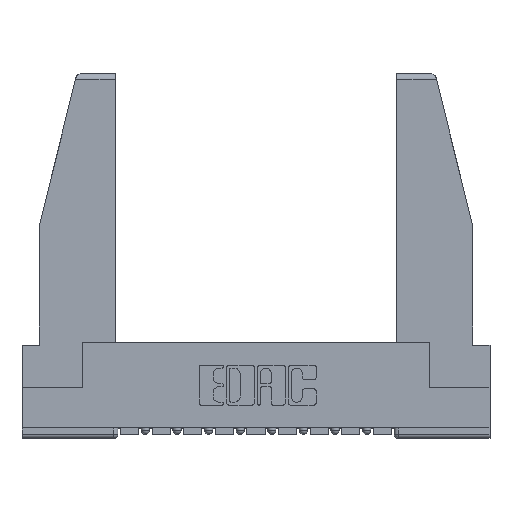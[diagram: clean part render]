
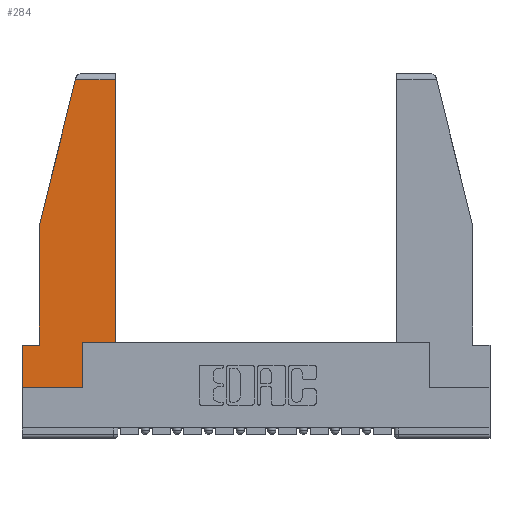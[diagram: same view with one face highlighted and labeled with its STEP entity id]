
A CAD part, top view. The second image highlights one B-rep face of the part: STEP entity #284.
In plain terms, the highlighted planar face has unit normal (0, 0, 1).
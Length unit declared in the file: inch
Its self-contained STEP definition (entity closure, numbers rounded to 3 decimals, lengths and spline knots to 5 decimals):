
#284 = ADVANCED_FACE ( 'NONE', ( #6101 ), #690, .T. ) ;
#479 = CARTESIAN_POINT ( 'NONE',  ( 0.297, 0.223, 0. ) ) ;
#567 = VECTOR ( 'NONE', #9516, 39.37008 ) ;
#690 = PLANE ( 'NONE',  #13564 ) ;
#726 = ORIENTED_EDGE ( 'NONE', *, *, #6650, .T. ) ;
#738 = DIRECTION ( 'NONE',  ( 0., -1., 0. ) ) ;
#946 = LINE ( 'NONE', #11965, #567 ) ;
#1057 = LINE ( 'NONE', #8547, #11319 ) ;
#1777 = DIRECTION ( 'NONE',  ( 0., -1., 0. ) ) ;
#1939 = DIRECTION ( 'NONE',  ( 1., 0., 0. ) ) ;
#2234 = VERTEX_POINT ( 'NONE', #14904 ) ;
#2416 = DIRECTION ( 'NONE',  ( -1., 0., 0. ) ) ;
#3127 = DIRECTION ( 'NONE',  ( 1., 0., 0. ) ) ;
#3356 = EDGE_CURVE ( 'NONE', #14435, #3949, #8303, .T. ) ;
#3441 = VERTEX_POINT ( 'NONE', #4683 ) ;
#3471 = VERTEX_POINT ( 'NONE', #10744 ) ;
#3949 = VERTEX_POINT ( 'NONE', #10475 ) ;
#4141 = VECTOR ( 'NONE', #738, 39.37008 ) ;
#4316 = DIRECTION ( 'NONE',  ( -0.239, -0.971, 0. ) ) ;
#4683 = CARTESIAN_POINT ( 'NONE',  ( 0.461, 0.223, 0. ) ) ;
#4695 = ORIENTED_EDGE ( 'NONE', *, *, #10532, .T. ) ;
#4775 = DIRECTION ( 'NONE',  ( 1., 0., 0. ) ) ;
#4861 = EDGE_CURVE ( 'NONE', #11079, #14768, #13880, .T. ) ;
#5612 = LINE ( 'NONE', #6027, #7834 ) ;
#5743 = DIRECTION ( 'NONE',  ( -1., 0., 0. ) ) ;
#5791 = EDGE_CURVE ( 'NONE', #3441, #3471, #946, .T. ) ;
#6027 = CARTESIAN_POINT ( 'NONE',  ( 0., 1.52, 0. ) ) ;
#6101 = FACE_OUTER_BOUND ( 'NONE', #14830, .T. ) ;
#6233 = CARTESIAN_POINT ( 'NONE',  ( 0.086, 0.21, 0. ) ) ;
#6380 = LINE ( 'NONE', #14550, #13224 ) ;
#6538 = CARTESIAN_POINT ( 'NONE',  ( 0., 0., 0. ) ) ;
#6650 = EDGE_CURVE ( 'NONE', #10293, #2234, #6380, .T. ) ;
#6796 = ORIENTED_EDGE ( 'NONE', *, *, #3356, .T. ) ;
#7131 = VERTEX_POINT ( 'NONE', #479 ) ;
#7535 = DIRECTION ( 'NONE',  ( 0., 1., 0. ) ) ;
#7666 = CARTESIAN_POINT ( 'NONE',  ( 0., 0., 0. ) ) ;
#7793 = ORIENTED_EDGE ( 'NONE', *, *, #14306, .T. ) ;
#7834 = VECTOR ( 'NONE', #2416, 39.37008 ) ;
#8015 = ORIENTED_EDGE ( 'NONE', *, *, #8778, .T. ) ;
#8230 = CARTESIAN_POINT ( 'NONE',  ( 0., 0.21, 0. ) ) ;
#8303 = LINE ( 'NONE', #8230, #13440 ) ;
#8430 = CARTESIAN_POINT ( 'NONE',  ( 0.297, 0.223, 0. ) ) ;
#8547 = CARTESIAN_POINT ( 'NONE',  ( 0.297, 0., 0. ) ) ;
#8778 = EDGE_CURVE ( 'NONE', #14768, #7131, #1057, .T. ) ;
#9018 = ORIENTED_EDGE ( 'NONE', *, *, #10049, .T. ) ;
#9119 = CARTESIAN_POINT ( 'NONE',  ( 0.2636, 1.52, 0. ) ) ;
#9199 = CARTESIAN_POINT ( 'NONE',  ( 0.297, 0., 0. ) ) ;
#9231 = ORIENTED_EDGE ( 'NONE', *, *, #4861, .T. ) ;
#9516 = DIRECTION ( 'NONE',  ( 0., 1., 0. ) ) ;
#10049 = EDGE_CURVE ( 'NONE', #2234, #14435, #11093, .T. ) ;
#10293 = VERTEX_POINT ( 'NONE', #9119 ) ;
#10306 = DIRECTION ( 'NONE',  ( 0., 0., 1. ) ) ;
#10475 = CARTESIAN_POINT ( 'NONE',  ( 0., 0.21, 0. ) ) ;
#10532 = EDGE_CURVE ( 'NONE', #7131, #3441, #13665, .T. ) ;
#10673 = CARTESIAN_POINT ( 'NONE',  ( 0., 0., 0. ) ) ;
#10744 = CARTESIAN_POINT ( 'NONE',  ( 0.461, 1.52, 0. ) ) ;
#10748 = VECTOR ( 'NONE', #3127, 39.37008 ) ;
#11079 = VERTEX_POINT ( 'NONE', #10673 ) ;
#11093 = LINE ( 'NONE', #11247, #13319 ) ;
#11247 = CARTESIAN_POINT ( 'NONE',  ( 0.086, 0.8, 0. ) ) ;
#11319 = VECTOR ( 'NONE', #7535, 39.37008 ) ;
#11682 = ORIENTED_EDGE ( 'NONE', *, *, #14481, .T. ) ;
#11965 = CARTESIAN_POINT ( 'NONE',  ( 0.461, 0.223, 0. ) ) ;
#12809 = LINE ( 'NONE', #14484, #4141 ) ;
#13224 = VECTOR ( 'NONE', #4316, 39.37008 ) ;
#13319 = VECTOR ( 'NONE', #1777, 39.37008 ) ;
#13440 = VECTOR ( 'NONE', #5743, 39.37008 ) ;
#13564 = AXIS2_PLACEMENT_3D ( 'NONE', #7666, #10306, #1939 ) ;
#13665 = LINE ( 'NONE', #8430, #14766 ) ;
#13880 = LINE ( 'NONE', #6538, #10748 ) ;
#14220 = ORIENTED_EDGE ( 'NONE', *, *, #5791, .T. ) ;
#14306 = EDGE_CURVE ( 'NONE', #3471, #10293, #5612, .T. ) ;
#14435 = VERTEX_POINT ( 'NONE', #6233 ) ;
#14481 = EDGE_CURVE ( 'NONE', #3949, #11079, #12809, .T. ) ;
#14484 = CARTESIAN_POINT ( 'NONE',  ( 0., 0.21, 0. ) ) ;
#14550 = CARTESIAN_POINT ( 'NONE',  ( 0.271, 1.55, 0. ) ) ;
#14766 = VECTOR ( 'NONE', #4775, 39.37008 ) ;
#14768 = VERTEX_POINT ( 'NONE', #9199 ) ;
#14830 = EDGE_LOOP ( 'NONE', ( #14220, #7793, #726, #9018, #6796, #11682, #9231, #8015, #4695 ) ) ;
#14904 = CARTESIAN_POINT ( 'NONE',  ( 0.086, 0.8, 0. ) ) ;
